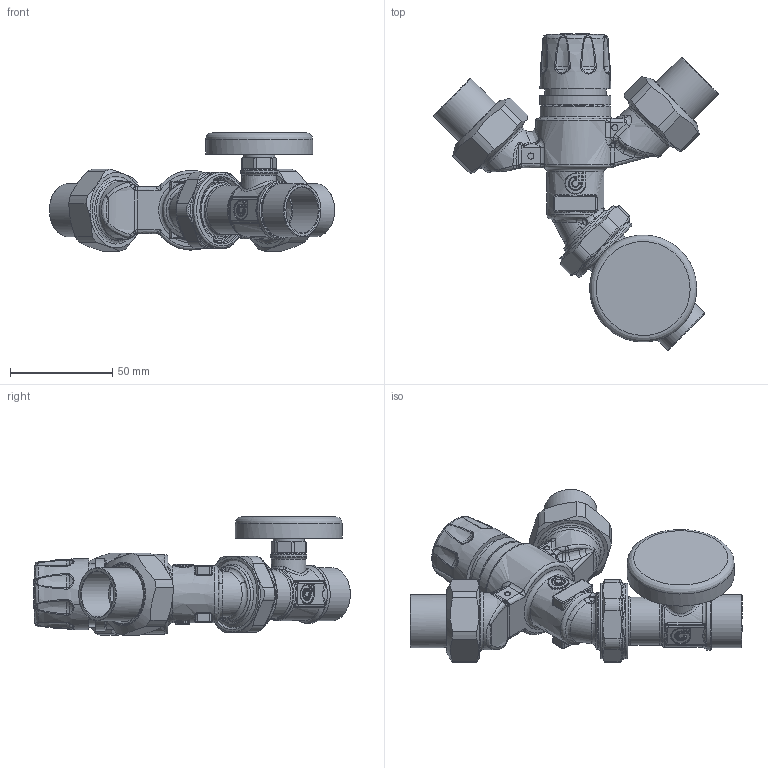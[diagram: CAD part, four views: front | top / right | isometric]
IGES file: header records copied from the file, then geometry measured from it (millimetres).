
Global section: file name: 520519A; native system: Autodesk Inventor 2024; preprocessor: unknown; author: ischreiner; date: 20250625.152744; units: inch
Bounding box: 139.64 x 154.97 x 57.97 mm (x, y, z)
Volume: 192481.2 mm3; surface area: 63504.6 mm2
Topology: 10 solids, 10 shells, 1430 faces, 3345 edges, 1841 vertices
Faces by surface type: bspline 1430
